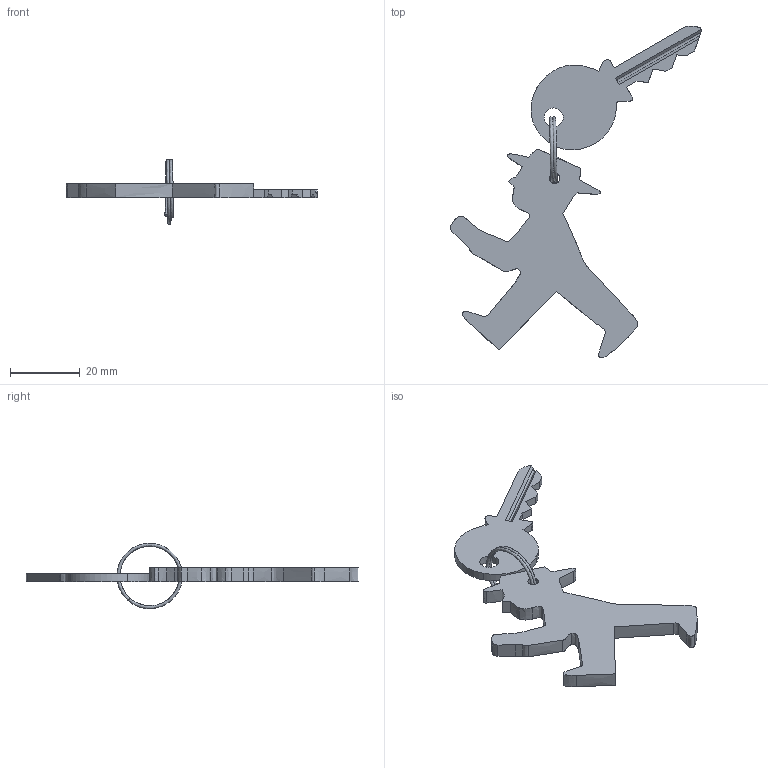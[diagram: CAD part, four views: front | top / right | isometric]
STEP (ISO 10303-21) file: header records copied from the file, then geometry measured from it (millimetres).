
FILE_DESCRIPTION(('FreeCAD Model'),'2;1');
FILE_NAME('berlin_peaton.step','2020-11-16T23:36:22',(''),(''), 'Open CASCADE STEP processor 7.3','FreeCAD','Unknown');
FILE_SCHEMA(('AUTOMOTIVE_DESIGN { 1 0 10303 214 1 1 1 1 }'));
Length unit declared in the file: millimetre
Products named in the file (3): key-ring-model-1; key-model-1; berlin_peaton
Bounding box: 72.06 x 95.26 x 18.75 mm (x, y, z)
Volume: 6461.4 mm3; surface area: 5658.6 mm2
Topology: 3 solids, 3 shells, 100 faces, 281 edges, 187 vertices
Faces by surface type: extrusion 73, plane 20, cylinder 5, bspline 2
Full cylindrical faces by diameter (mm): 3 x1, 5.5 x1
Entity records: 9657 total; most frequent: CARTESIAN_POINT 4678, DIRECTION 595, ORIENTED_EDGE 562, PCURVE 562, DEFINITIONAL_REPRESENTATION 562, VECTOR 525, LINE 452, B_SPLINE_CURVE_WITH_KNOTS 447
